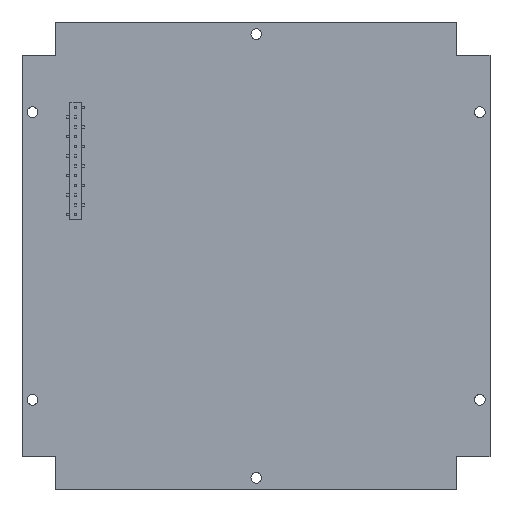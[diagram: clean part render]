
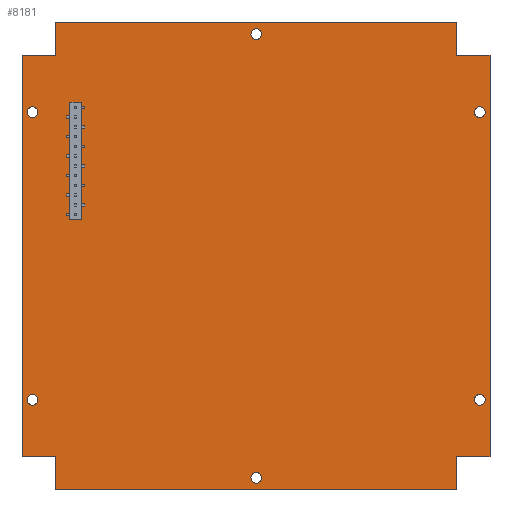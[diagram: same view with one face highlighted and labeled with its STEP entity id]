
A CAD part, front view. The second image highlights one B-rep face of the part: STEP entity #8181.
In plain terms, the highlighted planar face has unit normal (0, -1, 0).
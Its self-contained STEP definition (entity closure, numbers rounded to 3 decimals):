
#143=CIRCLE('',#8832,1.1);
#144=CIRCLE('',#8833,1.1);
#145=CIRCLE('',#8834,1.1);
#146=CIRCLE('',#8835,1.1);
#147=CIRCLE('',#8836,1.1);
#148=CIRCLE('',#8837,1.1);
#263=FACE_BOUND('',#1136,.T.);
#264=FACE_BOUND('',#1137,.T.);
#265=FACE_BOUND('',#1138,.T.);
#266=FACE_BOUND('',#1139,.T.);
#267=FACE_BOUND('',#1140,.T.);
#268=FACE_BOUND('',#1141,.T.);
#683=FACE_OUTER_BOUND('',#1135,.T.);
#1135=EDGE_LOOP('',(#7251,#7252,#7253,#7254,#7255,#7256,#7257,#7258,#7259,
#7260,#7261,#7262));
#1136=EDGE_LOOP('',(#7263));
#1137=EDGE_LOOP('',(#7264));
#1138=EDGE_LOOP('',(#7265));
#1139=EDGE_LOOP('',(#7266));
#1140=EDGE_LOOP('',(#7267));
#1141=EDGE_LOOP('',(#7268));
#2157=LINE('',#13205,#3189);
#2158=LINE('',#13207,#3190);
#2159=LINE('',#13209,#3191);
#2160=LINE('',#13211,#3192);
#2161=LINE('',#13213,#3193);
#2162=LINE('',#13215,#3194);
#2163=LINE('',#13217,#3195);
#2164=LINE('',#13219,#3196);
#2165=LINE('',#13221,#3197);
#2166=LINE('',#13223,#3198);
#2167=LINE('',#13225,#3199);
#2168=LINE('',#13226,#3200);
#3189=VECTOR('',#10873,82.4);
#3190=VECTOR('',#10874,6.8);
#3191=VECTOR('',#10875,6.8);
#3192=VECTOR('',#10876,82.4);
#3193=VECTOR('',#10877,6.8);
#3194=VECTOR('',#10878,6.8);
#3195=VECTOR('',#10879,82.4);
#3196=VECTOR('',#10880,6.8);
#3197=VECTOR('',#10881,6.8);
#3198=VECTOR('',#10882,82.4);
#3199=VECTOR('',#10883,6.8);
#3200=VECTOR('',#10884,6.8);
#3939=VERTEX_POINT('',#13203);
#3940=VERTEX_POINT('',#13204);
#3941=VERTEX_POINT('',#13206);
#3942=VERTEX_POINT('',#13208);
#3943=VERTEX_POINT('',#13210);
#3944=VERTEX_POINT('',#13212);
#3945=VERTEX_POINT('',#13214);
#3946=VERTEX_POINT('',#13216);
#3947=VERTEX_POINT('',#13218);
#3948=VERTEX_POINT('',#13220);
#3949=VERTEX_POINT('',#13222);
#3950=VERTEX_POINT('',#13224);
#3951=VERTEX_POINT('',#13227);
#3952=VERTEX_POINT('',#13229);
#3953=VERTEX_POINT('',#13231);
#3954=VERTEX_POINT('',#13233);
#3955=VERTEX_POINT('',#13235);
#3956=VERTEX_POINT('',#13237);
#5049=EDGE_CURVE('',#3939,#3940,#2157,.T.);
#5050=EDGE_CURVE('',#3940,#3941,#2158,.T.);
#5051=EDGE_CURVE('',#3941,#3942,#2159,.T.);
#5052=EDGE_CURVE('',#3942,#3943,#2160,.T.);
#5053=EDGE_CURVE('',#3943,#3944,#2161,.T.);
#5054=EDGE_CURVE('',#3944,#3945,#2162,.T.);
#5055=EDGE_CURVE('',#3945,#3946,#2163,.T.);
#5056=EDGE_CURVE('',#3946,#3947,#2164,.T.);
#5057=EDGE_CURVE('',#3947,#3948,#2165,.T.);
#5058=EDGE_CURVE('',#3948,#3949,#2166,.T.);
#5059=EDGE_CURVE('',#3949,#3950,#2167,.T.);
#5060=EDGE_CURVE('',#3950,#3939,#2168,.T.);
#5061=EDGE_CURVE('',#3951,#3951,#143,.T.);
#5062=EDGE_CURVE('',#3952,#3952,#144,.T.);
#5063=EDGE_CURVE('',#3953,#3953,#145,.T.);
#5064=EDGE_CURVE('',#3954,#3954,#146,.T.);
#5065=EDGE_CURVE('',#3955,#3955,#147,.T.);
#5066=EDGE_CURVE('',#3956,#3956,#148,.T.);
#7251=ORIENTED_EDGE('',*,*,#5049,.T.);
#7252=ORIENTED_EDGE('',*,*,#5050,.T.);
#7253=ORIENTED_EDGE('',*,*,#5051,.T.);
#7254=ORIENTED_EDGE('',*,*,#5052,.T.);
#7255=ORIENTED_EDGE('',*,*,#5053,.T.);
#7256=ORIENTED_EDGE('',*,*,#5054,.T.);
#7257=ORIENTED_EDGE('',*,*,#5055,.T.);
#7258=ORIENTED_EDGE('',*,*,#5056,.T.);
#7259=ORIENTED_EDGE('',*,*,#5057,.T.);
#7260=ORIENTED_EDGE('',*,*,#5058,.T.);
#7261=ORIENTED_EDGE('',*,*,#5059,.T.);
#7262=ORIENTED_EDGE('',*,*,#5060,.T.);
#7263=ORIENTED_EDGE('',*,*,#5061,.T.);
#7264=ORIENTED_EDGE('',*,*,#5062,.F.);
#7265=ORIENTED_EDGE('',*,*,#5063,.F.);
#7266=ORIENTED_EDGE('',*,*,#5064,.T.);
#7267=ORIENTED_EDGE('',*,*,#5065,.T.);
#7268=ORIENTED_EDGE('',*,*,#5066,.T.);
#7725=PLANE('',#8831);
#8181=ADVANCED_FACE('',(#683,#263,#264,#265,#266,#267,#268),#7725,.T.);
#8831=AXIS2_PLACEMENT_3D('',#13202,#10871,#10872);
#8832=AXIS2_PLACEMENT_3D('',#13228,#10885,#10886);
#8833=AXIS2_PLACEMENT_3D('',#13230,#10887,#10888);
#8834=AXIS2_PLACEMENT_3D('',#13232,#10889,#10890);
#8835=AXIS2_PLACEMENT_3D('',#13234,#10891,#10892);
#8836=AXIS2_PLACEMENT_3D('',#13236,#10893,#10894);
#8837=AXIS2_PLACEMENT_3D('',#13238,#10895,#10896);
#10871=DIRECTION('center_axis',(0.,-1.,0.));
#10872=DIRECTION('ref_axis',(0.,0.,-1.));
#10873=DIRECTION('',(0.,0.,1.));
#10874=DIRECTION('',(-1.,0.,0.));
#10875=DIRECTION('',(0.,0.,1.));
#10876=DIRECTION('',(-1.,0.,0.));
#10877=DIRECTION('',(0.,0.,-1.));
#10878=DIRECTION('',(-1.,0.,0.));
#10879=DIRECTION('',(0.,0.,-1.));
#10880=DIRECTION('',(1.,0.,0.));
#10881=DIRECTION('',(0.,0.,-1.));
#10882=DIRECTION('',(1.,0.,0.));
#10883=DIRECTION('',(0.,0.,1.));
#10884=DIRECTION('',(1.,0.,0.));
#10885=DIRECTION('center_axis',(0.,1.,0.));
#10886=DIRECTION('ref_axis',(-1.,0.,0.));
#10887=DIRECTION('center_axis',(0.,-1.,0.));
#10888=DIRECTION('ref_axis',(0.,0.,-1.));
#10889=DIRECTION('center_axis',(0.,-1.,0.));
#10890=DIRECTION('ref_axis',(0.,0.,-1.));
#10891=DIRECTION('center_axis',(0.,1.,0.));
#10892=DIRECTION('ref_axis',(-1.,0.,0.));
#10893=DIRECTION('center_axis',(0.,1.,0.));
#10894=DIRECTION('ref_axis',(-1.,0.,0.));
#10895=DIRECTION('center_axis',(0.,1.,0.));
#10896=DIRECTION('ref_axis',(-1.,0.,0.));
#13202=CARTESIAN_POINT('Origin',(-207.85,-0.9,90.205));
#13203=CARTESIAN_POINT('',(-145.794,-0.9,62.576));
#13204=CARTESIAN_POINT('',(-145.794,-0.9,144.976));
#13205=CARTESIAN_POINT('',(-145.794,-0.9,62.576));
#13206=CARTESIAN_POINT('',(-152.594,-0.9,144.976));
#13207=CARTESIAN_POINT('',(-145.794,-0.9,144.976));
#13208=CARTESIAN_POINT('',(-152.594,-0.9,151.776));
#13209=CARTESIAN_POINT('',(-152.594,-0.9,144.976));
#13210=CARTESIAN_POINT('',(-234.994,-0.9,151.776));
#13211=CARTESIAN_POINT('',(-152.594,-0.9,151.776));
#13212=CARTESIAN_POINT('',(-234.994,-0.9,144.976));
#13213=CARTESIAN_POINT('',(-234.994,-0.9,151.776));
#13214=CARTESIAN_POINT('',(-241.794,-0.9,144.976));
#13215=CARTESIAN_POINT('',(-234.994,-0.9,144.976));
#13216=CARTESIAN_POINT('',(-241.794,-0.9,62.576));
#13217=CARTESIAN_POINT('',(-241.794,-0.9,144.976));
#13218=CARTESIAN_POINT('',(-234.994,-0.9,62.576));
#13219=CARTESIAN_POINT('',(-241.794,-0.9,62.576));
#13220=CARTESIAN_POINT('',(-234.994,-0.9,55.776));
#13221=CARTESIAN_POINT('',(-234.994,-0.9,62.576));
#13222=CARTESIAN_POINT('',(-152.594,-0.9,55.776));
#13223=CARTESIAN_POINT('',(-234.994,-0.9,55.776));
#13224=CARTESIAN_POINT('',(-152.594,-0.9,62.576));
#13225=CARTESIAN_POINT('',(-152.594,-0.9,55.776));
#13226=CARTESIAN_POINT('',(-152.594,-0.9,62.576));
#13227=CARTESIAN_POINT('',(-146.787,-0.9,133.264));
#13228=CARTESIAN_POINT('Origin',(-147.887,-0.9,133.264));
#13229=CARTESIAN_POINT('',(-193.735,-0.9,148.188));
#13230=CARTESIAN_POINT('Origin',(-193.735,-0.9,149.288));
#13231=CARTESIAN_POINT('',(-193.735,-0.9,57.164));
#13232=CARTESIAN_POINT('Origin',(-193.735,-0.9,58.264));
#13233=CARTESIAN_POINT('',(-146.787,-0.9,74.288));
#13234=CARTESIAN_POINT('Origin',(-147.887,-0.9,74.288));
#13235=CARTESIAN_POINT('',(-238.535,-0.9,74.288));
#13236=CARTESIAN_POINT('Origin',(-239.635,-0.9,74.288));
#13237=CARTESIAN_POINT('',(-238.535,-0.9,133.264));
#13238=CARTESIAN_POINT('Origin',(-239.635,-0.9,133.264));
